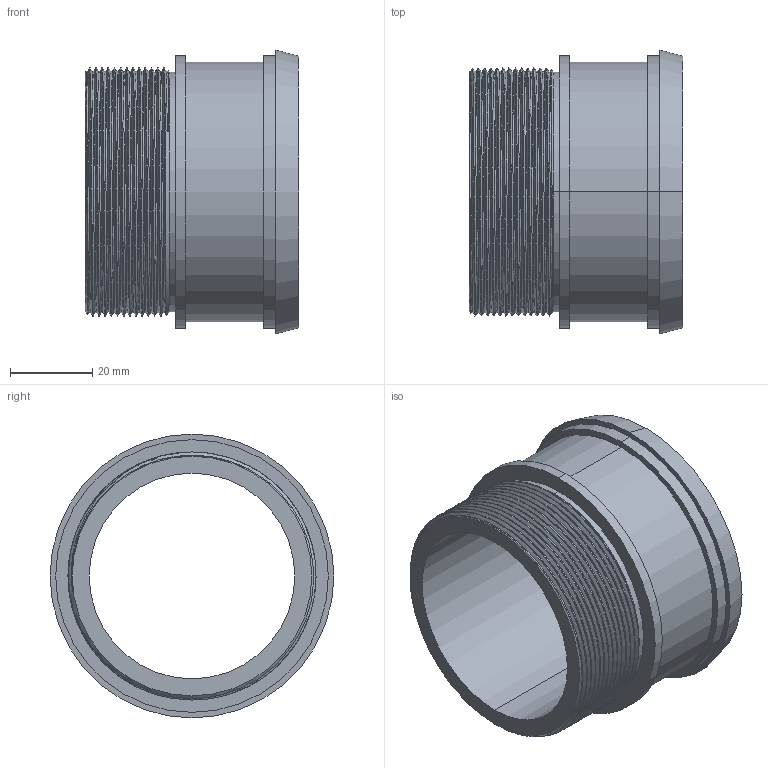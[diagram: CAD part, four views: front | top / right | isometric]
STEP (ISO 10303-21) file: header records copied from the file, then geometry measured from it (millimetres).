
FILE_DESCRIPTION (( 'STEP AP203' ), '1' );
FILE_NAME ('3D-M2036P_50 2_174221060.STEP', '2024-09-07T07:51:43', ( '' ), ( '' ), 'SwSTEP 2.0', 'SolidWorks 2024', '' );
FILE_SCHEMA (( 'CONFIG_CONTROL_DESIGN' ));
Length unit declared in the file: millimetre
Products named in the file (1): 3D-M2036P_50 2_174221060
Bounding box: 52 x 69 x 69 mm (x, y, z)
Volume: 56706.4 mm3; surface area: 24604.8 mm2
Topology: 1 solids, 1 shells, 52 faces, 135 edges, 89 vertices
Faces by surface type: cylinder 36, plane 7, cone 6, bspline 3
Entity records: 8200 total; most frequent: CARTESIAN_POINT 6987, ORIENTED_EDGE 270, DIRECTION 197, EDGE_CURVE 135, VERTEX_POINT 89, AXIS2_PLACEMENT_3D 78, EDGE_LOOP 58, ADVANCED_FACE 52
